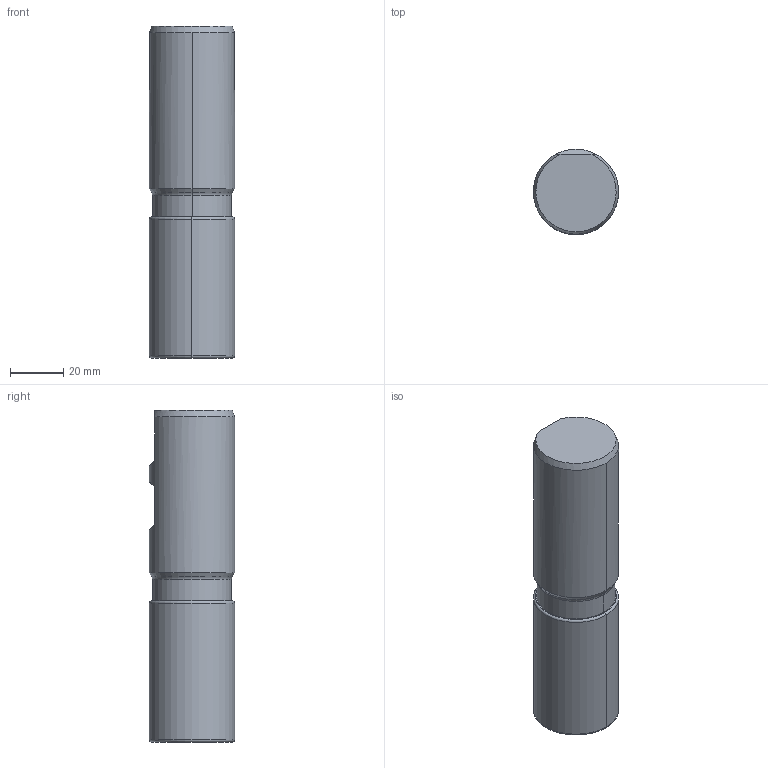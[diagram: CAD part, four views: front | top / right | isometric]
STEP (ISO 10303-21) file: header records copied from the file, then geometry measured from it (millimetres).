
FILE_DESCRIPTION((''),'2;1');
FILE_NAME('DEX','2022-11-11T09:59:47',('bernerhp'),(''),'CREO PARAMETRIC BY PTC INC, 2021184','CREO PARAMETRIC BY PTC INC, 2021184','');
FILE_SCHEMA(('AP242_MANAGED_MODEL_BASED_3D_ENGINEERING_MIM_LF { 1 0 10303 442 1 1 4 }'));
Length unit declared in the file: millimetre
Products named in the file (1): DEX
Bounding box: 32 x 32 x 124.75 mm (x, y, z)
Volume: 98007 mm3; surface area: 14126.7 mm2
Topology: 1 solids, 1 shells, 28 faces, 64 edges, 41 vertices
Faces by surface type: plane 9, cylinder 8, torus 8, cone 3
Entity records: 1233 total; most frequent: CARTESIAN_POINT 181, DIRECTION 161, ORIENTED_EDGE 120, PRESENTATION_STYLE_ASSIGNMENT 75, AXIS2_PLACEMENT_3D 70, STYLED_ITEM 68, CURVE_STYLE 67, EDGE_CURVE 60
